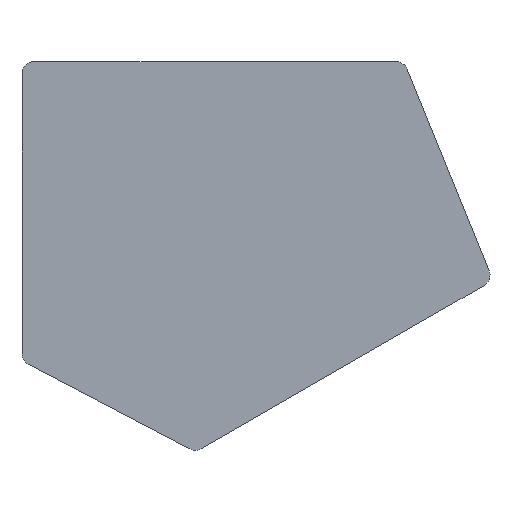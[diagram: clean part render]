
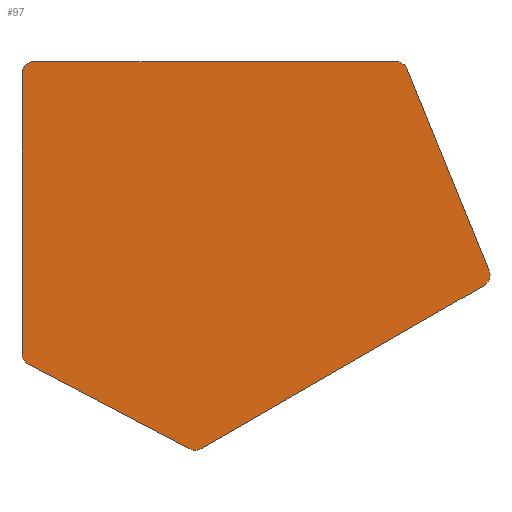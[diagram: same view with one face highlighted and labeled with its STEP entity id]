
A CAD part, front view. The second image highlights one B-rep face of the part: STEP entity #97.
In plain terms, the highlighted planar face has unit normal (0, -1, 0).
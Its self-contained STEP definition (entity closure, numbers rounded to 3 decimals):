
#97 = ADVANCED_FACE( '', ( #150 ), #151, .F. );
#150 = FACE_OUTER_BOUND( '', #206, .T. );
#151 = PLANE( '', #207 );
#206 = EDGE_LOOP( '', ( #356, #357, #358, #359, #360, #361, #362, #363, #364, #365 ) );
#207 = AXIS2_PLACEMENT_3D( '', #366, #367, #368 );
#356 = ORIENTED_EDGE( '', *, *, #430, .F. );
#357 = ORIENTED_EDGE( '', *, *, #433, .F. );
#358 = ORIENTED_EDGE( '', *, *, #397, .F. );
#359 = ORIENTED_EDGE( '', *, *, #421, .F. );
#360 = ORIENTED_EDGE( '', *, *, #436, .F. );
#361 = ORIENTED_EDGE( '', *, *, #392, .F. );
#362 = ORIENTED_EDGE( '', *, *, #400, .F. );
#363 = ORIENTED_EDGE( '', *, *, #406, .F. );
#364 = ORIENTED_EDGE( '', *, *, #411, .F. );
#365 = ORIENTED_EDGE( '', *, *, #437, .F. );
#366 = CARTESIAN_POINT( '', ( 0., 440., 0. ) );
#367 = DIRECTION( '', ( 0., 1., 0. ) );
#368 = DIRECTION( '', ( 1., 0., 0. ) );
#392 = EDGE_CURVE( '', #442, #444, #445, .T. );
#397 = EDGE_CURVE( '', #452, #447, #454, .T. );
#400 = EDGE_CURVE( '', #457, #442, #459, .T. );
#406 = EDGE_CURVE( '', #467, #457, #469, .T. );
#411 = EDGE_CURVE( '', #474, #467, #476, .T. );
#421 = EDGE_CURVE( '', #491, #452, #493, .T. );
#430 = EDGE_CURVE( '', #505, #503, #507, .T. );
#433 = EDGE_CURVE( '', #447, #505, #511, .T. );
#436 = EDGE_CURVE( '', #444, #491, #514, .T. );
#437 = EDGE_CURVE( '', #503, #474, #515, .T. );
#442 = VERTEX_POINT( '', #521 );
#444 = VERTEX_POINT( '', #524 );
#445 = LINE( '', #525, #526 );
#447 = VERTEX_POINT( '', #529 );
#452 = VERTEX_POINT( '', #535 );
#454 = CIRCLE( '', #538, 4. );
#457 = VERTEX_POINT( '', #541 );
#459 = CIRCLE( '', #544, 4. );
#467 = VERTEX_POINT( '', #554 );
#469 = LINE( '', #557, #558 );
#474 = VERTEX_POINT( '', #599 );
#476 = CIRCLE( '', #602, 4. );
#491 = VERTEX_POINT( '', #642 );
#493 = LINE( '', #645, #646 );
#503 = VERTEX_POINT( '', #659 );
#505 = VERTEX_POINT( '', #662 );
#507 = CIRCLE( '', #665, 4. );
#511 = LINE( '', #670, #671 );
#514 = CIRCLE( '', #674, 4. );
#515 = LINE( '', #675, #676 );
#521 = CARTESIAN_POINT( '', ( 12916.795, 440., -923.342 ) );
#524 = CARTESIAN_POINT( '', ( 12822.416, 440., -977.831 ) );
#525 = CARTESIAN_POINT( '', ( 12852.704, 440., -960.344 ) );
#526 = VECTOR( '', #681, 1000. );
#529 = CARTESIAN_POINT( '', ( 12762.44, 440., -946.1 ) );
#535 = CARTESIAN_POINT( '', ( 12764.584, 440., -949.644 ) );
#538 = AXIS2_PLACEMENT_3D( '', #688, #689, #690 );
#541 = CARTESIAN_POINT( '', ( 12918.499, 440., -918.369 ) );
#544 = AXIS2_PLACEMENT_3D( '', #695, #696, #697 );
#554 = CARTESIAN_POINT( '', ( 12891.108, 440., -851.092 ) );
#557 = CARTESIAN_POINT( '', ( 12904.804, 440., -884.73 ) );
#558 = VECTOR( '', #707, 1000. );
#599 = CARTESIAN_POINT( '', ( 12887.404, 440., -848.6 ) );
#602 = AXIS2_PLACEMENT_3D( '', #712, #713, #714 );
#642 = CARTESIAN_POINT( '', ( 12818.56, 440., -977.911 ) );
#645 = CARTESIAN_POINT( '', ( 12791.572, 440., -963.777 ) );
#646 = VECTOR( '', #733, 1000. );
#659 = CARTESIAN_POINT( '', ( 12766.44, 440., -848.6 ) );
#662 = CARTESIAN_POINT( '', ( 12762.44, 440., -852.6 ) );
#665 = AXIS2_PLACEMENT_3D( '', #748, #749, #750 );
#670 = CARTESIAN_POINT( '', ( 12762.44, 440., -881.934 ) );
#671 = VECTOR( '', #755, 1000. );
#674 = AXIS2_PLACEMENT_3D( '', #762, #763, #764 );
#675 = CARTESIAN_POINT( '', ( 12841.995, 440., -848.6 ) );
#676 = VECTOR( '', #765, 1000. );
#681 = DIRECTION( '', ( -0.866, 0., -0.5 ) );
#688 = CARTESIAN_POINT( '', ( 12766.44, 440., -946.1 ) );
#689 = DIRECTION( '', ( 0., 1., 0. ) );
#690 = DIRECTION( '', ( 1., 0., 0. ) );
#695 = CARTESIAN_POINT( '', ( 12914.795, 440., -919.877 ) );
#696 = DIRECTION( '', ( 0., 1., 0. ) );
#697 = DIRECTION( '', ( 1., 0., 0. ) );
#707 = DIRECTION( '', ( 0.377, 0., -0.926 ) );
#712 = CARTESIAN_POINT( '', ( 12887.404, 440., -852.6 ) );
#713 = DIRECTION( '', ( 0., 1., 0. ) );
#714 = DIRECTION( '', ( 1., 0., 0. ) );
#733 = DIRECTION( '', ( -0.886, 0., 0.464 ) );
#748 = CARTESIAN_POINT( '', ( 12766.44, 440., -852.6 ) );
#749 = DIRECTION( '', ( 0., 1., 0. ) );
#750 = DIRECTION( '', ( 1., 0., 0. ) );
#755 = DIRECTION( '', ( 0., 0., 1. ) );
#762 = CARTESIAN_POINT( '', ( 12820.416, 440., -974.367 ) );
#763 = DIRECTION( '', ( 0., 1., 0. ) );
#764 = DIRECTION( '', ( 1., 0., 0. ) );
#765 = DIRECTION( '', ( 1., 0., 0. ) );
